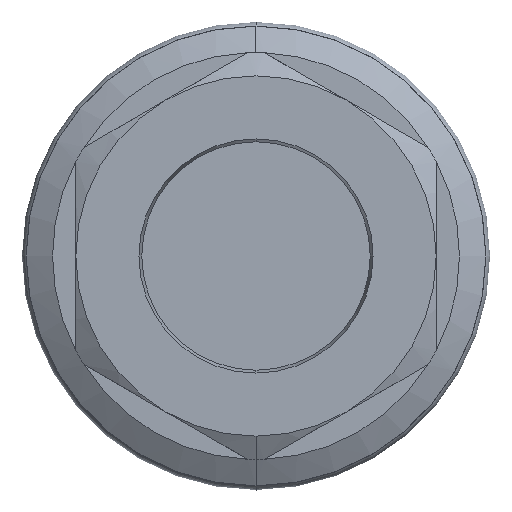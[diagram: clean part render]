
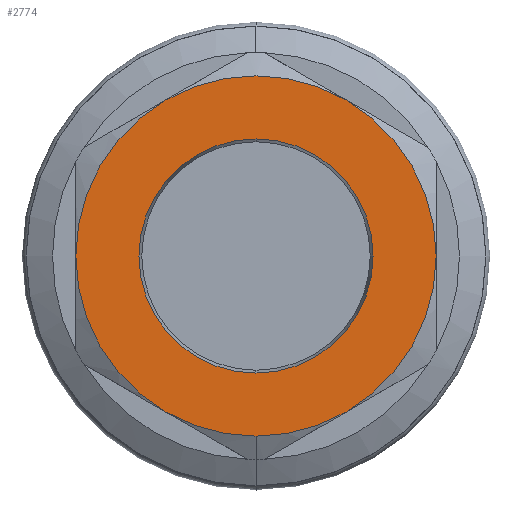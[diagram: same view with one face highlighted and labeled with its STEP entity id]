
A CAD part, left-side view. The second image highlights one B-rep face of the part: STEP entity #2774.
In plain terms, the highlighted planar face has unit normal (-1, 0, 0).
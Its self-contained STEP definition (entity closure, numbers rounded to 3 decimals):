
#13 = DIRECTION ( 'NONE',  ( 0., 0., -1. ) ) ;
#200 = AXIS2_PLACEMENT_3D ( 'NONE', #3052, #4505, #7116 ) ;
#263 = DIRECTION ( 'NONE',  ( 1., 0., 0. ) ) ;
#359 = FACE_BOUND ( 'NONE', #4798, .T. ) ;
#378 = DIRECTION ( 'NONE',  ( 0., 0., 1. ) ) ;
#770 = DIRECTION ( 'NONE',  ( 1., 0., 0. ) ) ;
#812 = VERTEX_POINT ( 'NONE', #4248 ) ;
#827 = CARTESIAN_POINT ( 'NONE',  ( -47.288, 0., 0. ) ) ;
#872 = AXIS2_PLACEMENT_3D ( 'NONE', #8872, #4724, #2625 ) ;
#1088 = CIRCLE ( 'NONE', #8664, 15.85 ) ;
#1124 = CIRCLE ( 'NONE', #200, 15.85 ) ;
#1204 = VERTEX_POINT ( 'NONE', #5891 ) ;
#1273 = EDGE_CURVE ( 'NONE', #6315, #1204, #4758, .T. ) ;
#1349 = EDGE_LOOP ( 'NONE', ( #3487, #1391, #5383, #7323, #2214, #6458, #3941 ) ) ;
#1368 = CARTESIAN_POINT ( 'NONE',  ( -47.288, -15.85, 0. ) ) ;
#1391 = ORIENTED_EDGE ( 'NONE', *, *, #7649, .F. ) ;
#1396 = CARTESIAN_POINT ( 'NONE',  ( -47.288, 0., 0. ) ) ;
#1399 = CARTESIAN_POINT ( 'NONE',  ( -47.288, 0., 0. ) ) ;
#1401 = AXIS2_PLACEMENT_3D ( 'NONE', #1396, #1480, #6277 ) ;
#1480 = DIRECTION ( 'NONE',  ( -1., 0., 0. ) ) ;
#1573 = DIRECTION ( 'NONE',  ( 1., 0., 0. ) ) ;
#1706 = CIRCLE ( 'NONE', #7388, 15.85 ) ;
#2214 = ORIENTED_EDGE ( 'NONE', *, *, #5063, .F. ) ;
#2254 = AXIS2_PLACEMENT_3D ( 'NONE', #6479, #4460, #378 ) ;
#2625 = DIRECTION ( 'NONE',  ( 0., 0., -1. ) ) ;
#2721 = DIRECTION ( 'NONE',  ( -1., 0., 0. ) ) ;
#2734 = VERTEX_POINT ( 'NONE', #8280 ) ;
#2764 = DIRECTION ( 'NONE',  ( 0., 0., -1. ) ) ;
#2774 = ADVANCED_FACE ( 'NONE', ( #359, #8189 ), #6134, .T. ) ;
#2777 = DIRECTION ( 'NONE',  ( 0., 0., 1. ) ) ;
#2997 = AXIS2_PLACEMENT_3D ( 'NONE', #827, #770, #2764 ) ;
#2996 = CARTESIAN_POINT ( 'NONE',  ( -47.288, 0., 0. ) ) ;
#3052 = CARTESIAN_POINT ( 'NONE',  ( -47.288, 0., 0. ) ) ;
#3196 = ORIENTED_EDGE ( 'NONE', *, *, #6319, .F. ) ;
#3412 = VERTEX_POINT ( 'NONE', #5952 ) ;
#3487 = ORIENTED_EDGE ( 'NONE', *, *, #1273, .F. ) ;
#3646 = CARTESIAN_POINT ( 'NONE',  ( -47.288, 0., 0. ) ) ;
#3941 = ORIENTED_EDGE ( 'NONE', *, *, #5696, .F. ) ;
#4004 = CARTESIAN_POINT ( 'NONE',  ( -47.288, -7.925, 13.727 ) ) ;
#4006 = VERTEX_POINT ( 'NONE', #4004 ) ;
#4161 = VERTEX_POINT ( 'NONE', #5110 ) ;
#4248 = CARTESIAN_POINT ( 'NONE',  ( -47.288, 7.925, 13.727 ) ) ;
#4292 = DIRECTION ( 'NONE',  ( 0., 0., -1. ) ) ;
#4460 = DIRECTION ( 'NONE',  ( -1., 0., 0. ) ) ;
#4505 = DIRECTION ( 'NONE',  ( 1., 0., 0. ) ) ;
#4724 = DIRECTION ( 'NONE',  ( 1., 0., 0. ) ) ;
#4758 = CIRCLE ( 'NONE', #872, 15.85 ) ;
#4798 = EDGE_LOOP ( 'NONE', ( #3196, #5139 ) ) ;
#4836 = EDGE_CURVE ( 'NONE', #2734, #3412, #1088, .T. ) ;
#5063 = EDGE_CURVE ( 'NONE', #4006, #5463, #1706, .T. ) ;
#5110 = CARTESIAN_POINT ( 'NONE',  ( -47.288, 0., 10.3 ) ) ;
#5139 = ORIENTED_EDGE ( 'NONE', *, *, #5368, .F. ) ;
#5368 = EDGE_CURVE ( 'NONE', #6279, #4161, #5370, .T. ) ;
#5370 = CIRCLE ( 'NONE', #1401, 10.3 ) ;
#5383 = ORIENTED_EDGE ( 'NONE', *, *, #4836, .F. ) ;
#5463 = VERTEX_POINT ( 'NONE', #1368 ) ;
#5682 = AXIS2_PLACEMENT_3D ( 'NONE', #1399, #2721, #2777 ) ;
#5696 = EDGE_CURVE ( 'NONE', #1204, #812, #1124, .T. ) ;
#5722 = DIRECTION ( 'NONE',  ( 0., 0., -1. ) ) ;
#5891 = CARTESIAN_POINT ( 'NONE',  ( -47.288, 15.85, 0. ) ) ;
#5952 = CARTESIAN_POINT ( 'NONE',  ( -47.288, 0., -15.85 ) ) ;
#5979 = EDGE_CURVE ( 'NONE', #812, #4006, #6468, .T. ) ;
#6134 = PLANE ( 'NONE',  #5682 ) ;
#6277 = DIRECTION ( 'NONE',  ( 0., 0., 1. ) ) ;
#6279 = VERTEX_POINT ( 'NONE', #6569 ) ;
#6315 = VERTEX_POINT ( 'NONE', #7919 ) ;
#6319 = EDGE_CURVE ( 'NONE', #4161, #6279, #8093, .T. ) ;
#6458 = ORIENTED_EDGE ( 'NONE', *, *, #5979, .F. ) ;
#6468 = CIRCLE ( 'NONE', #2997, 15.85 ) ;
#6479 = CARTESIAN_POINT ( 'NONE',  ( -47.288, 0., 0. ) ) ;
#6569 = CARTESIAN_POINT ( 'NONE',  ( -47.288, 0., -10.3 ) ) ;
#6747 = CARTESIAN_POINT ( 'NONE',  ( -47.288, 0., 0. ) ) ;
#6776 = DIRECTION ( 'NONE',  ( 1., 0., 0. ) ) ;
#7048 = AXIS2_PLACEMENT_3D ( 'NONE', #2996, #263, #4292 ) ;
#7116 = DIRECTION ( 'NONE',  ( 0., 0., -1. ) ) ;
#7323 = ORIENTED_EDGE ( 'NONE', *, *, #7950, .F. ) ;
#7388 = AXIS2_PLACEMENT_3D ( 'NONE', #7704, #1573, #7759 ) ;
#7436 = CIRCLE ( 'NONE', #8153, 15.85 ) ;
#7643 = CIRCLE ( 'NONE', #7048, 15.85 ) ;
#7649 = EDGE_CURVE ( 'NONE', #3412, #6315, #7436, .T. ) ;
#7704 = CARTESIAN_POINT ( 'NONE',  ( -47.288, 0., 0. ) ) ;
#7759 = DIRECTION ( 'NONE',  ( 0., 0., -1. ) ) ;
#7919 = CARTESIAN_POINT ( 'NONE',  ( -47.288, 7.925, -13.727 ) ) ;
#7950 = EDGE_CURVE ( 'NONE', #5463, #2734, #7643, .T. ) ;
#8093 = CIRCLE ( 'NONE', #2254, 10.3 ) ;
#8153 = AXIS2_PLACEMENT_3D ( 'NONE', #6747, #6776, #13 ) ;
#8189 = FACE_OUTER_BOUND ( 'NONE', #1349, .T. ) ;
#8280 = CARTESIAN_POINT ( 'NONE',  ( -47.288, -7.925, -13.727 ) ) ;
#8539 = DIRECTION ( 'NONE',  ( 1., 0., 0. ) ) ;
#8664 = AXIS2_PLACEMENT_3D ( 'NONE', #3646, #8539, #5722 ) ;
#8872 = CARTESIAN_POINT ( 'NONE',  ( -47.288, 0., 0. ) ) ;
